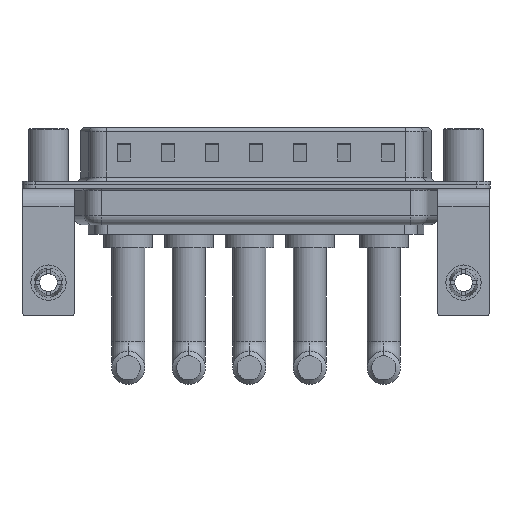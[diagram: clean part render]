
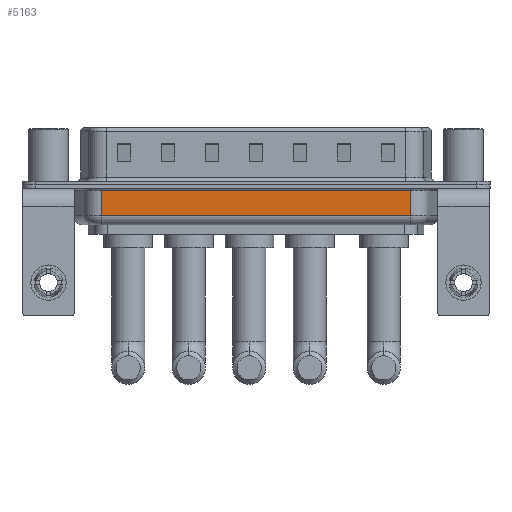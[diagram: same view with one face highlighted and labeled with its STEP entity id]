
A CAD part, front view. The second image highlights one B-rep face of the part: STEP entity #5163.
In plain terms, the highlighted planar face has unit normal (0, -1, 0).
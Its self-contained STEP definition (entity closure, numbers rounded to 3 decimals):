
#261 = VERTEX_POINT ( 'NONE', #3635 ) ;
#2560 = CARTESIAN_POINT ( 'NONE',  ( 6.006, -5.35, -4.5 ) ) ;
#3028 = VECTOR ( 'NONE', #5303, 1000. ) ;
#3135 = LINE ( 'NONE', #14569, #16198 ) ;
#3588 = VERTEX_POINT ( 'NONE', #5630 ) ;
#3635 = CARTESIAN_POINT ( 'NONE',  ( 6.006, -5.35, -3.5 ) ) ;
#3744 = VERTEX_POINT ( 'NONE', #13027 ) ;
#3964 = PLANE ( 'NONE',  #8691 ) ;
#4663 = LINE ( 'NONE', #7383, #13461 ) ;
#5163 = ADVANCED_FACE ( 'NONE', ( #18406 ), #3964, .F. ) ;
#5212 = LINE ( 'NONE', #10931, #3028 ) ;
#5303 = DIRECTION ( 'NONE',  ( 0., 0., 1. ) ) ;
#5548 = ORIENTED_EDGE ( 'NONE', *, *, #11588, .T. ) ;
#5576 = CARTESIAN_POINT ( 'NONE',  ( 41.044, -5.35, -4.5 ) ) ;
#5630 = CARTESIAN_POINT ( 'NONE',  ( 41.044, -5.35, -3.5 ) ) ;
#5652 = ORIENTED_EDGE ( 'NONE', *, *, #15021, .T. ) ;
#6167 = DIRECTION ( 'NONE',  ( 1., 0., 0. ) ) ;
#6976 = DIRECTION ( 'NONE',  ( 0., 0., 1. ) ) ;
#6993 = LINE ( 'NONE', #5576, #8267 ) ;
#7171 = EDGE_CURVE ( 'NONE', #10729, #3744, #3135, .T. ) ;
#7383 = CARTESIAN_POINT ( 'NONE',  ( 6.006, -5.35, -3.5 ) ) ;
#8097 = DIRECTION ( 'NONE',  ( 0., 0., 1. ) ) ;
#8267 = VECTOR ( 'NONE', #8097, 1000. ) ;
#8691 = AXIS2_PLACEMENT_3D ( 'NONE', #2560, #12872, #6976 ) ;
#9321 = ORIENTED_EDGE ( 'NONE', *, *, #11756, .F. ) ;
#10729 = VERTEX_POINT ( 'NONE', #17422 ) ;
#10931 = CARTESIAN_POINT ( 'NONE',  ( 6.006, -5.35, -4.5 ) ) ;
#11588 = EDGE_CURVE ( 'NONE', #261, #3588, #4663, .T. ) ;
#11756 = EDGE_CURVE ( 'NONE', #261, #3744, #5212, .T. ) ;
#12872 = DIRECTION ( 'NONE',  ( 0., 1., 0. ) ) ;
#13027 = CARTESIAN_POINT ( 'NONE',  ( 6.006, -5.35, -0.65 ) ) ;
#13461 = VECTOR ( 'NONE', #6167, 1000. ) ;
#13829 = ORIENTED_EDGE ( 'NONE', *, *, #7171, .T. ) ;
#14569 = CARTESIAN_POINT ( 'NONE',  ( 6.006, -5.35, -0.65 ) ) ;
#15021 = EDGE_CURVE ( 'NONE', #3588, #10729, #6993, .T. ) ;
#15854 = EDGE_LOOP ( 'NONE', ( #9321, #5548, #5652, #13829 ) ) ;
#16198 = VECTOR ( 'NONE', #17310, 1000. ) ;
#17310 = DIRECTION ( 'NONE',  ( -1., 0., 0. ) ) ;
#17422 = CARTESIAN_POINT ( 'NONE',  ( 41.044, -5.35, -0.65 ) ) ;
#18406 = FACE_OUTER_BOUND ( 'NONE', #15854, .T. ) ;
